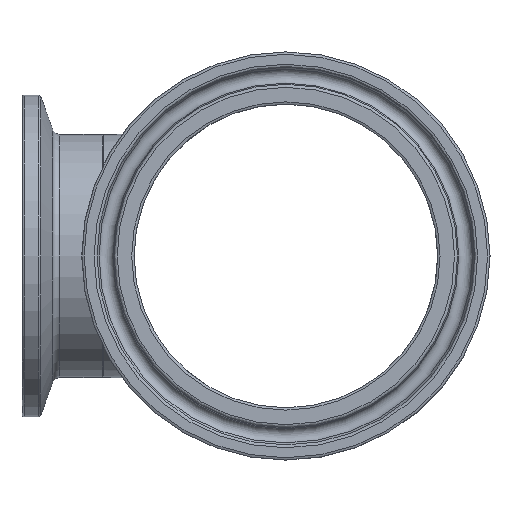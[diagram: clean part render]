
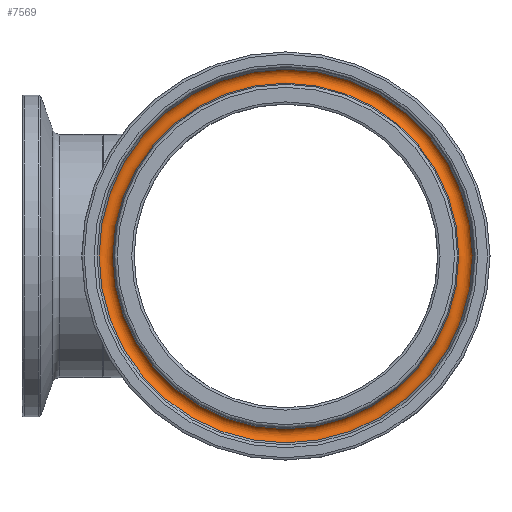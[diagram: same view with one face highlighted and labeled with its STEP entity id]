
A CAD part, left-side view. The second image highlights one B-rep face of the part: STEP entity #7569.
In plain terms, the highlighted toroidal (fillet/blend) face has major radius 28.169 mm and minor radius 1.194 mm.
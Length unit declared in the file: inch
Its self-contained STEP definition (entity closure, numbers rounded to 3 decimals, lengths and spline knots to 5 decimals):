
#48=TOROIDAL_SURFACE('',#8066,1.109,0.047);
#190=FACE_BOUND('',#1501,.T.);
#975=FACE_OUTER_BOUND('',#1500,.T.);
#1500=EDGE_LOOP('',(#7041));
#1501=EDGE_LOOP('',(#7042));
#2701=CIRCLE('',#8060,1.06483);
#2703=CIRCLE('',#8064,1.15124);
#3798=VERTEX_POINT('',#16395);
#3800=VERTEX_POINT('',#16401);
#4884=EDGE_CURVE('',#3798,#3798,#2701,.T.);
#4886=EDGE_CURVE('',#3800,#3800,#2703,.T.);
#7041=ORIENTED_EDGE('',*,*,#4886,.T.);
#7042=ORIENTED_EDGE('',*,*,#4884,.F.);
#7569=ADVANCED_FACE('',(#975,#190),#48,.F.);
#8060=AXIS2_PLACEMENT_3D('',#16396,#9536,#9537);
#8064=AXIS2_PLACEMENT_3D('',#16402,#9544,#9545);
#8066=AXIS2_PLACEMENT_3D('',#16404,#9548,#9549);
#9536=DIRECTION('center_axis',(-1.,0.,0.));
#9537=DIRECTION('ref_axis',(0.,0.,
1.));
#9544=DIRECTION('center_axis',(-1.,0.,0.));
#9545=DIRECTION('ref_axis',(0.,0.,
1.));
#9548=DIRECTION('center_axis',(-1.,0.,0.));
#9549=DIRECTION('ref_axis',(0.,0.,1.));
#16395=CARTESIAN_POINT('',(-2.53043,1.06483,0.));
#16396=CARTESIAN_POINT('Origin',(-2.53043,0.,
0.));
#16401=CARTESIAN_POINT('',(-2.5259,1.15124,0.));
#16402=CARTESIAN_POINT('Origin',(-2.5259,0.,
0.));
#16404=CARTESIAN_POINT('Origin',(-2.5465,0.,0.));
